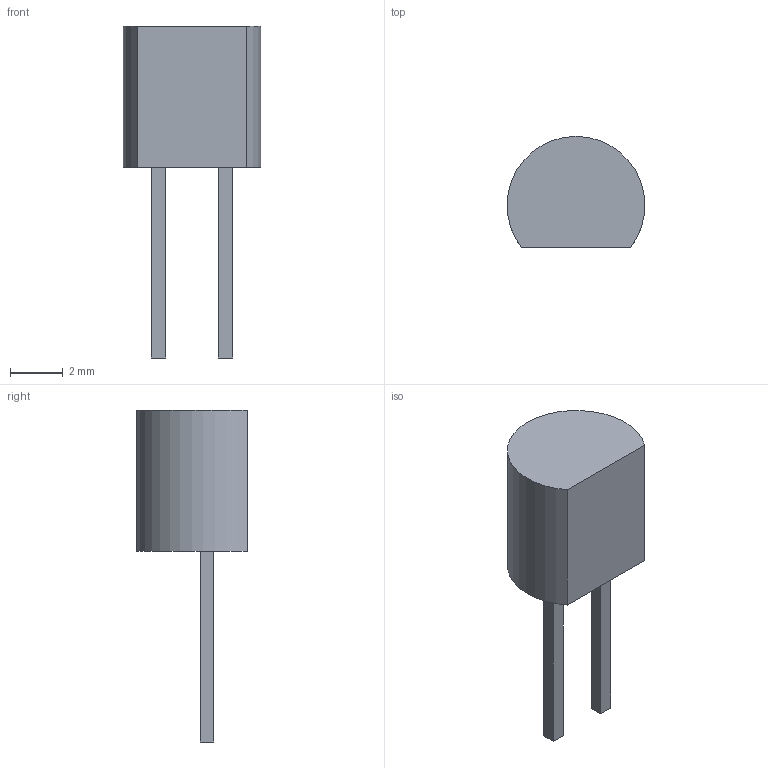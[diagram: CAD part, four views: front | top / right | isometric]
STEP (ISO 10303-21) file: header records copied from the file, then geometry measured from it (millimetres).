
FILE_DESCRIPTION((''),'2;1');
FILE_NAME('TO-92AC.stp','2009-09-23T12:06:15',(''),(''),'Mechanical Desktop 2006','Mechanical Desktop 2006',', , ');
FILE_SCHEMA(('AUTOMOTIVE_DESIGN { 1 2 10303 214 0 1 1 1 }'));
Length unit declared in the file: millimetre
Products named in the file (1): Product
Bounding box: 5.2 x 4.19 x 12.53 mm (x, y, z)
Volume: 101.7 mm3; surface area: 151.4 mm2
Topology: 3 solids, 3 shells, 17 faces, 39 edges, 34 vertices
Faces by surface type: plane 15, cylinder 2
Entity records: 546 total; most frequent: CARTESIAN_POINT 89, DIRECTION 83, ORIENTED_EDGE 66, EDGE_CURVE 33, VECTOR 31, LINE 31, AXIS2_PLACEMENT_3D 26, VERTEX_POINT 22
